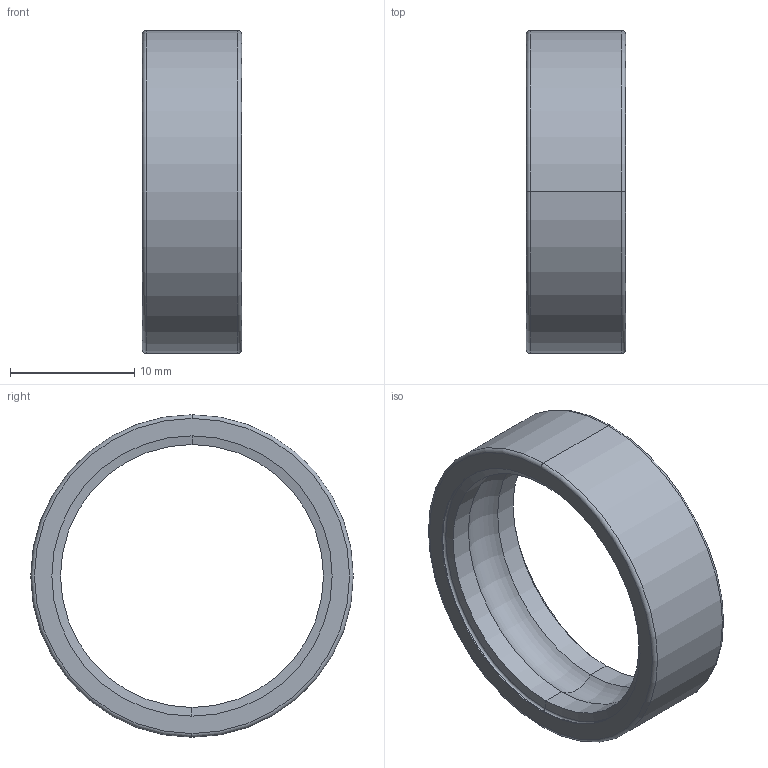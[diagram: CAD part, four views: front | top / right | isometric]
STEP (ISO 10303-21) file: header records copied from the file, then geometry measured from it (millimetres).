
FILE_DESCRIPTION (( 'STEP AP214' ), '1' );
FILE_NAME ('6000-2RSH_PART2.STEP', '2018-04-07T08:09:54', ( '' ), ( '' ), 'SwSTEP 2.0', 'SolidWorks 2017', '' );
FILE_SCHEMA (( 'AUTOMOTIVE_DESIGN' ));
Length unit declared in the file: millimetre
Products named in the file (1): 6000-2RSH_PART2
Bounding box: 8 x 26 x 26 mm (x, y, z)
Volume: 1257.1 mm3; surface area: 1574.4 mm2
Topology: 1 solids, 1 shells, 26 faces, 52 edges, 28 vertices
Faces by surface type: cylinder 10, torus 10, cone 4, plane 2
Entity records: 712 total; most frequent: DIRECTION 144, CARTESIAN_POINT 107, ORIENTED_EDGE 104, AXIS2_PLACEMENT_3D 65, EDGE_CURVE 52, CIRCLE 38, EDGE_LOOP 28, VERTEX_POINT 28
